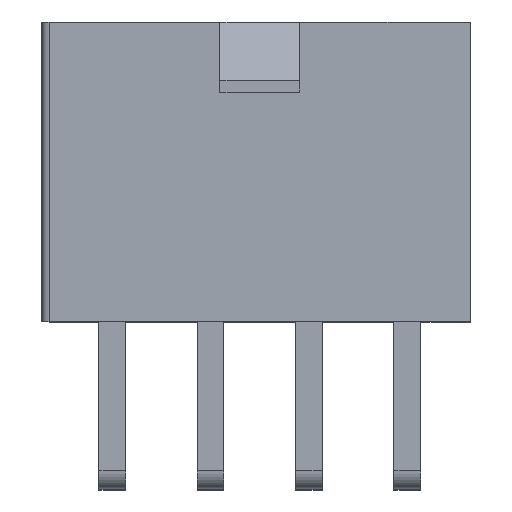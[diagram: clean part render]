
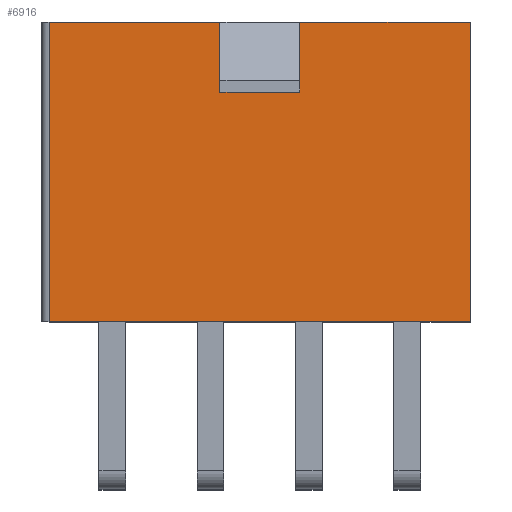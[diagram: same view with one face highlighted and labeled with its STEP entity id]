
A CAD part, top view. The second image highlights one B-rep face of the part: STEP entity #6916.
In plain terms, the highlighted planar face has unit normal (0, 0, 1).
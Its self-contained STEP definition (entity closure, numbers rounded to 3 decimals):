
#1029=ORIENTED_EDGE('',*,*,#1928,.T.);
#1030=ORIENTED_EDGE('',*,*,#1930,.T.);
#1031=ORIENTED_EDGE('',*,*,#1862,.F.);
#1032=ORIENTED_EDGE('',*,*,#1990,.T.);
#1033=ORIENTED_EDGE('',*,*,#1991,.T.);
#1034=ORIENTED_EDGE('',*,*,#1992,.F.);
#1035=ORIENTED_EDGE('',*,*,#1864,.F.);
#1036=ORIENTED_EDGE('',*,*,#1931,.F.);
#1862=EDGE_CURVE('',#2423,#2424,#2981,.T.);
#1864=EDGE_CURVE('',#2425,#2422,#2983,.T.);
#1928=EDGE_CURVE('',#2470,#2469,#3047,.T.);
#1930=EDGE_CURVE('',#2469,#2424,#3049,.T.);
#1931=EDGE_CURVE('',#2470,#2425,#3050,.T.);
#1990=EDGE_CURVE('',#2423,#2507,#3109,.T.);
#1991=EDGE_CURVE('',#2507,#2508,#3110,.T.);
#1992=EDGE_CURVE('',#2422,#2508,#3111,.T.);
#2422=VERTEX_POINT('',#9399);
#2423=VERTEX_POINT('',#9402);
#2424=VERTEX_POINT('',#9404);
#2425=VERTEX_POINT('',#9406);
#2469=VERTEX_POINT('',#9533);
#2470=VERTEX_POINT('',#9535);
#2507=VERTEX_POINT('',#9658);
#2508=VERTEX_POINT('',#9660);
#2981=LINE('',#9403,#3660);
#2983=LINE('',#9407,#3662);
#3047=LINE('',#9534,#3726);
#3049=LINE('',#9538,#3728);
#3050=LINE('',#9540,#3729);
#3109=LINE('',#9657,#3788);
#3110=LINE('',#9659,#3789);
#3111=LINE('',#9661,#3790);
#3660=VECTOR('',#8022,1000.);
#3662=VECTOR('',#8024,1000.);
#3726=VECTOR('',#8126,1000.);
#3728=VECTOR('',#8130,1000.);
#3729=VECTOR('',#8133,1000.);
#3788=VECTOR('',#8236,1000.);
#3789=VECTOR('',#8237,1000.);
#3790=VECTOR('',#8238,1000.);
#4159=EDGE_LOOP('',(#1029,#1030,#1031,#1032,#1033,#1034,#1035,#1036));
#4474=FACE_BOUND('',#4159,.T.);
#4746=PLANE('',#7212);
#6916=ADVANCED_FACE('',(#4474),#4746,.T.);
#7212=AXIS2_PLACEMENT_3D('',#9656,#8234,#8235);
#8022=DIRECTION('',(-1.,0.,0.));
#8024=DIRECTION('',(-1.,0.,0.));
#8126=DIRECTION('',(1.,0.,0.));
#8130=DIRECTION('',(0.,-1.,0.));
#8133=DIRECTION('',(0.,-1.,0.));
#8234=DIRECTION('',(0.,0.,1.));
#8235=DIRECTION('',(1.,0.,0.));
#8236=DIRECTION('',(0.,1.,0.));
#8237=DIRECTION('',(-1.,0.,0.));
#8238=DIRECTION('',(0.,1.,0.));
#9399=CARTESIAN_POINT('',(-9.,-6.4,4.8));
#9402=CARTESIAN_POINT('',(9.,-6.4,4.8));
#9403=CARTESIAN_POINT('',(9.,-6.4,4.8));
#9404=CARTESIAN_POINT('',(1.7,-6.4,4.8));
#9406=CARTESIAN_POINT('',(-1.7,-6.4,4.8));
#9407=CARTESIAN_POINT('',(9.,-6.4,4.8));
#9533=CARTESIAN_POINT('',(1.7,-3.4,4.8));
#9534=CARTESIAN_POINT('',(-1.7,-3.4,4.8));
#9535=CARTESIAN_POINT('',(-1.7,-3.4,4.8));
#9538=CARTESIAN_POINT('',(1.7,-3.4,4.8));
#9540=CARTESIAN_POINT('',(-1.7,-3.4,4.8));
#9656=CARTESIAN_POINT('',(9.,-6.4,4.8));
#9657=CARTESIAN_POINT('',(9.,-6.4,4.8));
#9658=CARTESIAN_POINT('',(9.,6.4,4.8));
#9659=CARTESIAN_POINT('',(9.,6.4,4.8));
#9660=CARTESIAN_POINT('',(-9.,6.4,4.8));
#9661=CARTESIAN_POINT('',(-9.,-6.4,4.8));
